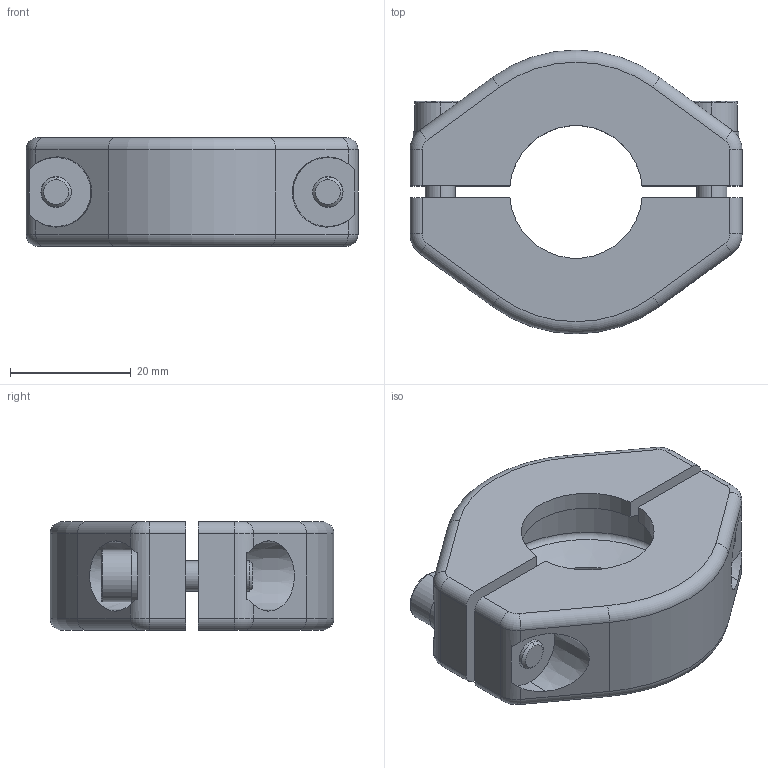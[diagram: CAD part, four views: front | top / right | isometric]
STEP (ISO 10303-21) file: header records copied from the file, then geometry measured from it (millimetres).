
FILE_DESCRIPTION (( 'STEP AP214' ), '1' );
FILE_NAME ('Hositrad_CC16KF.STEP', '2011-10-04T07:59:39', ( '' ), ( '' ), 'SwSTEP 2.0', 'SolidWorks 2011', '' );
FILE_SCHEMA (( 'AUTOMOTIVE_DESIGN' ));
Length unit declared in the file: millimetre
Products named in the file (5): socket head cap screw_iso_ISO 4762 M5 x 20 --- 20N; plain washer small grade a_iso_Washer ISO 7092 - 5; KF16_Clamp-Collar_Tapped; KF16_Clamp-Collar; Hositrad_CC16KF
Assembly tree (6 placements, depth 2):
  Hositrad_CC16KF
    KF16_Clamp-Collar
    plain washer small grade a_iso_Washer ISO 7092 - 5  x2
    socket head cap screw_iso_ISO 4762 M5 x 20 --- 20N  x2
    KF16_Clamp-Collar_Tapped
Bounding box: 55 x 47 x 18 mm (x, y, z)
Volume: 20994.9 mm3; surface area: 11131.5 mm2
Topology: 6 solids, 6 shells, 170 faces, 400 edges, 242 vertices
Faces by surface type: plane 54, cylinder 52, cone 40, torus 24
Entity records: 4268 total; most frequent: CARTESIAN_POINT 827, DIRECTION 732, ORIENTED_EDGE 656, EDGE_CURVE 328, AXIS2_PLACEMENT_3D 294, VERTEX_POINT 201, EDGE_LOOP 149, CIRCLE 148
